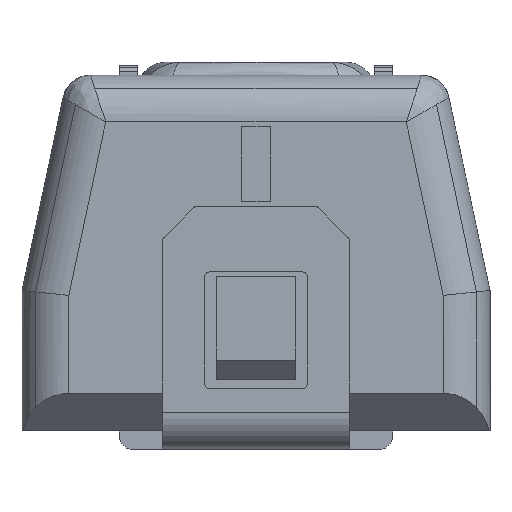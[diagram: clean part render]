
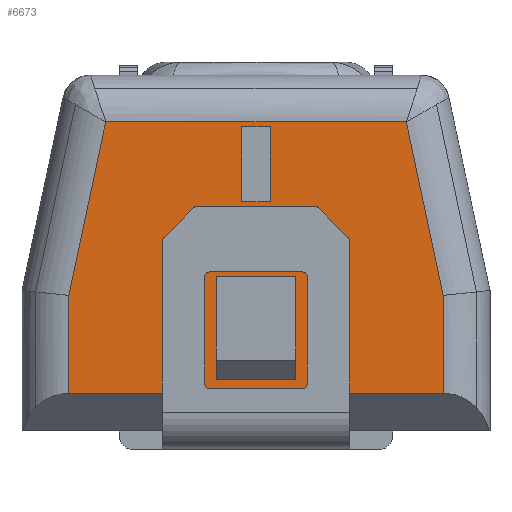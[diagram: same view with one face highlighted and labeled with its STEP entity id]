
A CAD part, left-side view. The second image highlights one B-rep face of the part: STEP entity #6673.
In plain terms, the highlighted planar face has unit normal (-1, 0, 0).
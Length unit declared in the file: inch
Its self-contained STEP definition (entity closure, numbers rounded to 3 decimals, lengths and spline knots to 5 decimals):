
#120 = VECTOR ( 'NONE', #10210, 39.37008 ) ;
#221 = VERTEX_POINT ( 'NONE', #6313 ) ;
#275 = EDGE_CURVE ( 'NONE', #1314, #9783, #11969, .T. ) ;
#279 = CARTESIAN_POINT ( 'NONE',  ( -0.17717, 0.01673, 0.02165 ) ) ;
#373 = DIRECTION ( 'NONE',  ( 0., 0., 1. ) ) ;
#547 = EDGE_LOOP ( 'NONE', ( #4986, #1159, #7828, #9961 ) ) ;
#566 = DIRECTION ( 'NONE',  ( 0., 0., -1. ) ) ;
#593 = EDGE_LOOP ( 'NONE', ( #3352, #3049, #10948, #9898, #5889, #3582 ) ) ;
#719 = EDGE_CURVE ( 'NONE', #7259, #4080, #827, .T. ) ;
#827 = LINE ( 'NONE', #4309, #4983 ) ;
#876 = EDGE_CURVE ( 'NONE', #4793, #10124, #10086, .T. ) ;
#1159 = ORIENTED_EDGE ( 'NONE', *, *, #275, .T. ) ;
#1314 = VERTEX_POINT ( 'NONE', #7257 ) ;
#1449 = VECTOR ( 'NONE', #373, 39.37008 ) ;
#1612 = DIRECTION ( 'NONE',  ( 0., 0., 1. ) ) ;
#1666 = CARTESIAN_POINT ( 'NONE',  ( -0.17717, 0.06324, 0.12992 ) ) ;
#1689 = CARTESIAN_POINT ( 'NONE',  ( -0.17717, 0.05217, 0.12795 ) ) ;
#1845 = EDGE_CURVE ( 'NONE', #11005, #5164, #4614, .T. ) ;
#2283 = DIRECTION ( 'NONE',  ( -1., 0., 0. ) ) ;
#2461 = CARTESIAN_POINT ( 'NONE',  ( -0.17717, 0.09843, 0. ) ) ;
#2902 = ORIENTED_EDGE ( 'NONE', *, *, #5011, .T. ) ;
#2909 = FACE_OUTER_BOUND ( 'NONE', #593, .T. ) ;
#2920 = EDGE_CURVE ( 'NONE', #5064, #4793, #4036, .T. ) ;
#2959 = LINE ( 'NONE', #5012, #1449 ) ;
#3022 = DIRECTION ( 'NONE',  ( 0., -0.208, 0.978 ) ) ;
#3049 = ORIENTED_EDGE ( 'NONE', *, *, #10958, .F. ) ;
#3145 = CARTESIAN_POINT ( 'NONE',  ( -0.17717, -0.01673, 0.03248 ) ) ;
#3185 = PLANE ( 'NONE',  #5488 ) ;
#3203 = VECTOR ( 'NONE', #3022, 39.37008 ) ;
#3222 = CARTESIAN_POINT ( 'NONE',  ( -0.17717, -0.00591, 0.12795 ) ) ;
#3313 = LINE ( 'NONE', #11842, #7799 ) ;
#3352 = ORIENTED_EDGE ( 'NONE', *, *, #2920, .F. ) ;
#3356 = CARTESIAN_POINT ( 'NONE',  ( -0.17717, -0.00591, 0.06398 ) ) ;
#3582 = ORIENTED_EDGE ( 'NONE', *, *, #876, .F. ) ;
#3700 = DIRECTION ( 'NONE',  ( 0., -1., 0. ) ) ;
#3802 = VECTOR ( 'NONE', #5709, 39.37008 ) ;
#3979 = CARTESIAN_POINT ( 'NONE',  ( -0.17717, 0.04921, 0.01575 ) ) ;
#4036 = LINE ( 'NONE', #3979, #6788 ) ;
#4080 = VERTEX_POINT ( 'NONE', #4822 ) ;
#4296 = CARTESIAN_POINT ( 'NONE',  ( -0.17717, 0.05758, 0.06496 ) ) ;
#4309 = CARTESIAN_POINT ( 'NONE',  ( -0.17717, 0.04626, 0.09646 ) ) ;
#4342 = CARTESIAN_POINT ( 'NONE',  ( -0.17717, -0.06324, 0.12992 ) ) ;
#4614 = LINE ( 'NONE', #12045, #10466 ) ;
#4769 = CARTESIAN_POINT ( 'NONE',  ( -0.17717, -0.07874, 0.05699 ) ) ;
#4793 = VERTEX_POINT ( 'NONE', #8311 ) ;
#4797 = LINE ( 'NONE', #11485, #3802 ) ;
#4822 = CARTESIAN_POINT ( 'NONE',  ( -0.17717, 0.00591, 0.09646 ) ) ;
#4892 = ORIENTED_EDGE ( 'NONE', *, *, #719, .T. ) ;
#4983 = VECTOR ( 'NONE', #9102, 39.37008 ) ;
#4986 = ORIENTED_EDGE ( 'NONE', *, *, #8149, .T. ) ;
#5011 = EDGE_CURVE ( 'NONE', #9002, #7259, #8914, .T. ) ;
#5012 = CARTESIAN_POINT ( 'NONE',  ( -0.17717, 0.00591, 0.04823 ) ) ;
#5064 = VERTEX_POINT ( 'NONE', #8855 ) ;
#5164 = VERTEX_POINT ( 'NONE', #4342 ) ;
#5183 = EDGE_LOOP ( 'NONE', ( #2902, #4892, #6147, #9849 ) ) ;
#5191 = VECTOR ( 'NONE', #1612, 39.37008 ) ;
#5386 = VERTEX_POINT ( 'NONE', #4769 ) ;
#5488 = AXIS2_PLACEMENT_3D ( 'NONE', #2461, #2283, #11659 ) ;
#5543 = CARTESIAN_POINT ( 'NONE',  ( -0.17717, -0.00591, 0.09646 ) ) ;
#5655 = VECTOR ( 'NONE', #6997, 39.37008 ) ;
#5709 = DIRECTION ( 'NONE',  ( 0., 0., 1. ) ) ;
#5773 = EDGE_CURVE ( 'NONE', #9783, #221, #4797, .T. ) ;
#5795 = EDGE_CURVE ( 'NONE', #10124, #11005, #10516, .T. ) ;
#5798 = VERTEX_POINT ( 'NONE', #6804 ) ;
#5853 = VECTOR ( 'NONE', #3700, 39.37008 ) ;
#5889 = ORIENTED_EDGE ( 'NONE', *, *, #5795, .F. ) ;
#5894 = LINE ( 'NONE', #3145, #7077 ) ;
#6147 = ORIENTED_EDGE ( 'NONE', *, *, #8661, .T. ) ;
#6313 = CARTESIAN_POINT ( 'NONE',  ( -0.17717, 0.01673, 0.06496 ) ) ;
#6673 = ADVANCED_FACE ( 'NONE', ( #10291, #11258, #2909 ), #3185, .T. ) ;
#6747 = EDGE_CURVE ( 'NONE', #221, #9504, #9900, .T. ) ;
#6788 = VECTOR ( 'NONE', #11405, 39.37008 ) ;
#6804 = CARTESIAN_POINT ( 'NONE',  ( -0.17717, 0.00591, 0.12795 ) ) ;
#6997 = DIRECTION ( 'NONE',  ( 0., -0.208, -0.978 ) ) ;
#7054 = CARTESIAN_POINT ( 'NONE',  ( -0.17717, -0.01673, 0.06496 ) ) ;
#7077 = VECTOR ( 'NONE', #9614, 39.37008 ) ;
#7257 = CARTESIAN_POINT ( 'NONE',  ( -0.17717, -0.01673, 0.02165 ) ) ;
#7259 = VERTEX_POINT ( 'NONE', #5543 ) ;
#7271 = CARTESIAN_POINT ( 'NONE',  ( -0.17717, 0.07874, 0.05699 ) ) ;
#7273 = CARTESIAN_POINT ( 'NONE',  ( -0.17717, 0.07874, 0. ) ) ;
#7564 = VECTOR ( 'NONE', #566, 39.37008 ) ;
#7658 = CARTESIAN_POINT ( 'NONE',  ( -0.17717, 0.07555, 0.07199 ) ) ;
#7662 = DIRECTION ( 'NONE',  ( 0., -1., 0. ) ) ;
#7799 = VECTOR ( 'NONE', #7951, 39.37008 ) ;
#7828 = ORIENTED_EDGE ( 'NONE', *, *, #5773, .T. ) ;
#7951 = DIRECTION ( 'NONE',  ( 0., 0., -1. ) ) ;
#8149 = EDGE_CURVE ( 'NONE', #9504, #1314, #5894, .T. ) ;
#8311 = CARTESIAN_POINT ( 'NONE',  ( -0.17717, 0.07874, 0.01575 ) ) ;
#8441 = CARTESIAN_POINT ( 'NONE',  ( -0.17717, 0.04085, 0.02165 ) ) ;
#8661 = EDGE_CURVE ( 'NONE', #4080, #5798, #2959, .T. ) ;
#8855 = CARTESIAN_POINT ( 'NONE',  ( -0.17717, -0.07874, 0.01575 ) ) ;
#8914 = LINE ( 'NONE', #3356, #7564 ) ;
#9002 = VERTEX_POINT ( 'NONE', #3222 ) ;
#9102 = DIRECTION ( 'NONE',  ( 0., 1., 0. ) ) ;
#9504 = VERTEX_POINT ( 'NONE', #7054 ) ;
#9614 = DIRECTION ( 'NONE',  ( 0., 0., -1. ) ) ;
#9783 = VERTEX_POINT ( 'NONE', #279 ) ;
#9849 = ORIENTED_EDGE ( 'NONE', *, *, #10858, .T. ) ;
#9898 = ORIENTED_EDGE ( 'NONE', *, *, #1845, .F. ) ;
#9900 = LINE ( 'NONE', #4296, #10362 ) ;
#9925 = DIRECTION ( 'NONE',  ( 0., -1., 0. ) ) ;
#9961 = ORIENTED_EDGE ( 'NONE', *, *, #6747, .T. ) ;
#10043 = LINE ( 'NONE', #1689, #5853 ) ;
#10086 = LINE ( 'NONE', #7273, #5191 ) ;
#10124 = VERTEX_POINT ( 'NONE', #7271 ) ;
#10210 = DIRECTION ( 'NONE',  ( 0., 1., 0. ) ) ;
#10291 = FACE_BOUND ( 'NONE', #547, .T. ) ;
#10362 = VECTOR ( 'NONE', #7662, 39.37008 ) ;
#10466 = VECTOR ( 'NONE', #9925, 39.37008 ) ;
#10516 = LINE ( 'NONE', #7658, #3203 ) ;
#10815 = EDGE_CURVE ( 'NONE', #5164, #5386, #10890, .T. ) ;
#10858 = EDGE_CURVE ( 'NONE', #5798, #9002, #10043, .T. ) ;
#10890 = LINE ( 'NONE', #11623, #5655 ) ;
#10948 = ORIENTED_EDGE ( 'NONE', *, *, #10815, .F. ) ;
#10958 = EDGE_CURVE ( 'NONE', #5386, #5064, #3313, .T. ) ;
#11005 = VERTEX_POINT ( 'NONE', #1666 ) ;
#11258 = FACE_BOUND ( 'NONE', #5183, .T. ) ;
#11405 = DIRECTION ( 'NONE',  ( 0., 1., 0. ) ) ;
#11485 = CARTESIAN_POINT ( 'NONE',  ( -0.17717, 0.01673, 0.01083 ) ) ;
#11623 = CARTESIAN_POINT ( 'NONE',  ( -0.17717, -0.08092, 0.04673 ) ) ;
#11659 = DIRECTION ( 'NONE',  ( 0., 0., 1. ) ) ;
#11842 = CARTESIAN_POINT ( 'NONE',  ( -0.17717, -0.07874, 0. ) ) ;
#11969 = LINE ( 'NONE', #8441, #120 ) ;
#12045 = CARTESIAN_POINT ( 'NONE',  ( -0.17717, 0.00962, 0.12992 ) ) ;
